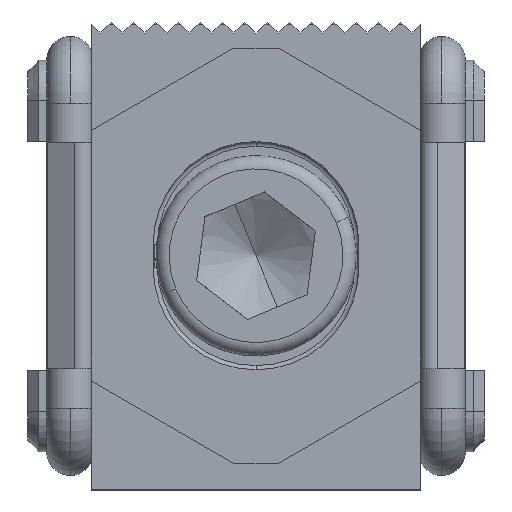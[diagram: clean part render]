
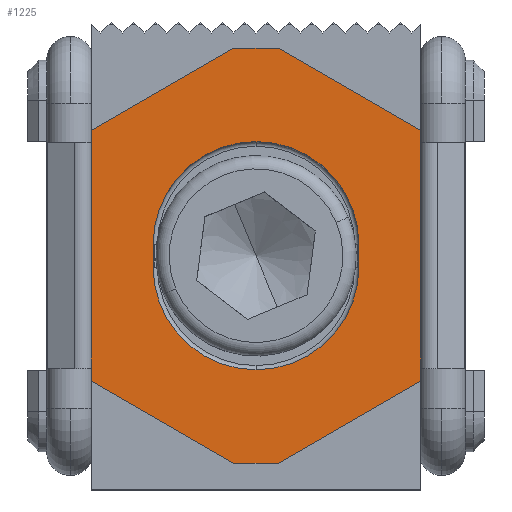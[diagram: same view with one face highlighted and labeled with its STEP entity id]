
A CAD part, top view. The second image highlights one B-rep face of the part: STEP entity #1225.
In plain terms, the highlighted planar face has unit normal (0, 0, 1).
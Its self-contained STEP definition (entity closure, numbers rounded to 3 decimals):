
#1225=ADVANCED_FACE('',(#3294,#3295),#3296,.T.);
#3294=FACE_OUTER_BOUND('',#6267,.T.);
#3295=FACE_BOUND('',#6268,.T.);
#3296=PLANE('',#6269);
#6267=EDGE_LOOP('',(#9637,#9638,#9639,#9640,#9641,#9642,#9643,#9644));
#6268=EDGE_LOOP('',(#9645,#9646,#9647,#9648));
#6269=AXIS2_PLACEMENT_3D('',#9649,#9650,#9651);
#9637=ORIENTED_EDGE('',*,*,#16781,.T.);
#9638=ORIENTED_EDGE('',*,*,#16782,.F.);
#9639=ORIENTED_EDGE('',*,*,#16783,.T.);
#9640=ORIENTED_EDGE('',*,*,#16784,.F.);
#9641=ORIENTED_EDGE('',*,*,#16785,.T.);
#9642=ORIENTED_EDGE('',*,*,#16786,.F.);
#9643=ORIENTED_EDGE('',*,*,#16787,.T.);
#9644=ORIENTED_EDGE('',*,*,#16788,.F.);
#9645=ORIENTED_EDGE('',*,*,#16789,.T.);
#9646=ORIENTED_EDGE('',*,*,#16790,.T.);
#9647=ORIENTED_EDGE('',*,*,#16791,.T.);
#9648=ORIENTED_EDGE('',*,*,#16792,.T.);
#9649=CARTESIAN_POINT('',(0.,0.,25.8));
#9650=DIRECTION('',(0.0,-0.0,1.0));
#9651=DIRECTION('',(0.0,1.0,0.0));
#16781=EDGE_CURVE('',#19724,#19725,#19726,.T.);
#16782=EDGE_CURVE('',#19727,#19725,#19728,.T.);
#16783=EDGE_CURVE('',#19727,#19729,#19730,.T.);
#16784=EDGE_CURVE('',#19731,#19729,#19732,.T.);
#16785=EDGE_CURVE('',#19731,#19733,#19734,.T.);
#16786=EDGE_CURVE('',#19735,#19733,#19736,.T.);
#16787=EDGE_CURVE('',#19735,#19737,#19738,.T.);
#16788=EDGE_CURVE('',#19724,#19737,#19739,.T.);
#16789=EDGE_CURVE('',#19740,#19741,#19742,.T.);
#16790=EDGE_CURVE('',#19741,#19743,#19744,.T.);
#16791=EDGE_CURVE('',#19743,#19745,#19746,.T.);
#16792=EDGE_CURVE('',#19745,#19740,#19747,.T.);
#19724=VERTEX_POINT('',#23612);
#19725=VERTEX_POINT('',#23613);
#19726=LINE('',#23614,#23615);
#19727=VERTEX_POINT('',#23616);
#19728=LINE('',#23617,#23618);
#19729=VERTEX_POINT('',#23619);
#19730=LINE('',#23620,#23621);
#19731=VERTEX_POINT('',#23622);
#19732=LINE('',#23623,#23624);
#19733=VERTEX_POINT('',#23625);
#19734=LINE('',#23626,#23627);
#19735=VERTEX_POINT('',#23628);
#19736=LINE('',#23629,#23630);
#19737=VERTEX_POINT('',#23631);
#19738=LINE('',#23632,#23633);
#19739=LINE('',#23634,#23635);
#19740=VERTEX_POINT('',#23636);
#19741=VERTEX_POINT('',#23637);
#19742=CIRCLE('',#23638,9.25);
#19743=VERTEX_POINT('',#23639);
#19744=LINE('',#23640,#23641);
#19745=VERTEX_POINT('',#23642);
#19746=CIRCLE('',#23643,9.25);
#19747=LINE('',#23644,#23645);
#23612=CARTESIAN_POINT('',(-2.,18.65,25.8));
#23613=CARTESIAN_POINT('',(-14.8,11.26,25.8));
#23614=CARTESIAN_POINT('',(-2.,18.65,25.8));
#23615=VECTOR('',#28678,14.78);
#23616=CARTESIAN_POINT('',(-14.8,-11.26,25.8));
#23617=CARTESIAN_POINT('',(-14.8,-11.26,25.8));
#23618=VECTOR('',#28679,22.52);
#23619=CARTESIAN_POINT('',(-2.,-18.65,25.8));
#23620=CARTESIAN_POINT('',(-14.8,-11.26,25.8));
#23621=VECTOR('',#28680,14.78);
#23622=CARTESIAN_POINT('',(2.,-18.65,25.8));
#23623=CARTESIAN_POINT('',(2.,-18.65,25.8));
#23624=VECTOR('',#28681,4.0);
#23625=CARTESIAN_POINT('',(14.8,-11.26,25.8));
#23626=CARTESIAN_POINT('',(2.,-18.65,25.8));
#23627=VECTOR('',#28682,14.78);
#23628=CARTESIAN_POINT('',(14.8,11.26,25.8));
#23629=CARTESIAN_POINT('',(14.8,11.26,25.8));
#23630=VECTOR('',#28683,22.52);
#23631=CARTESIAN_POINT('',(2.,18.65,25.8));
#23632=CARTESIAN_POINT('',(14.8,11.26,25.8));
#23633=VECTOR('',#28684,14.78);
#23634=CARTESIAN_POINT('',(-2.,18.65,25.8));
#23635=VECTOR('',#28685,4.0);
#23636=CARTESIAN_POINT('',(-9.25,1.,25.8));
#23637=CARTESIAN_POINT('',(9.25,1.,25.8));
#23638=AXIS2_PLACEMENT_3D('',#28686,#28687,#28688);
#23639=CARTESIAN_POINT('',(9.25,-1.,25.8));
#23640=CARTESIAN_POINT('',(9.25,1.,25.8));
#23641=VECTOR('',#28689,2.0);
#23642=CARTESIAN_POINT('',(-9.25,-1.,25.8));
#23643=AXIS2_PLACEMENT_3D('',#28690,#28691,#28692);
#23644=CARTESIAN_POINT('',(-9.25,-1.,25.8));
#23645=VECTOR('',#28693,2.0);
#28678=DIRECTION('',(-0.866,-0.5,0.0));
#28679=DIRECTION('',(0.0,1.0,0.0));
#28680=DIRECTION('',(0.866,-0.5,0.0));
#28681=DIRECTION('',(-1.0,0.0,0.0));
#28682=DIRECTION('',(0.866,0.5,0.0));
#28683=DIRECTION('',(0.0,-1.0,0.0));
#28684=DIRECTION('',(-0.866,0.5,0.0));
#28685=DIRECTION('',(1.0,0.0,0.0));
#28686=CARTESIAN_POINT('',(0.,1.,25.8));
#28687=DIRECTION('',(0.0,0.0,-1.0));
#28688=DIRECTION('',(1.0,0.0,0.0));
#28689=DIRECTION('',(0.0,-1.0,0.0));
#28690=CARTESIAN_POINT('',(0.,-1.,25.8));
#28691=DIRECTION('',(0.0,0.0,-1.0));
#28692=DIRECTION('',(-1.0,0.0,0.0));
#28693=DIRECTION('',(0.0,1.0,0.0));
